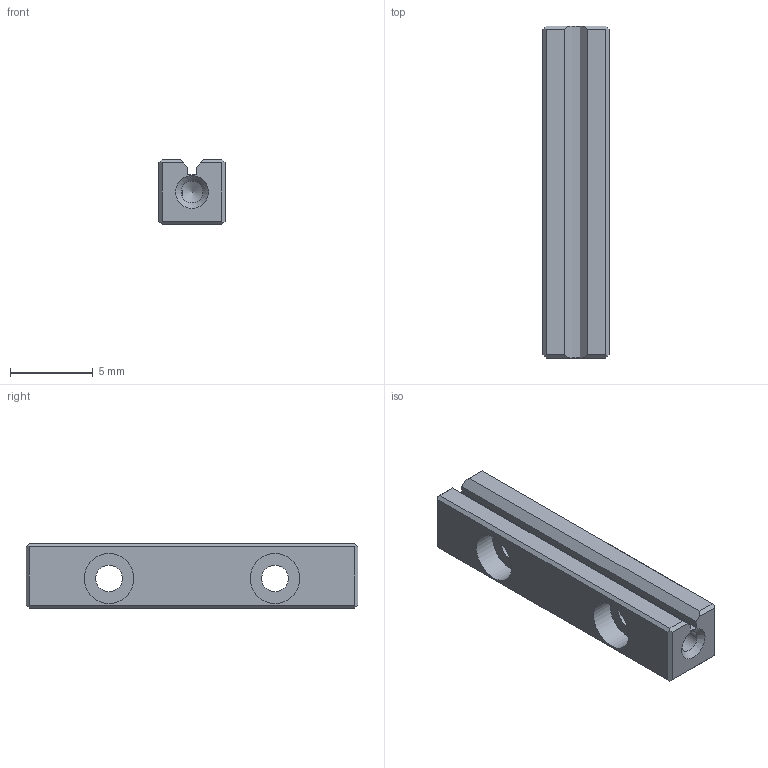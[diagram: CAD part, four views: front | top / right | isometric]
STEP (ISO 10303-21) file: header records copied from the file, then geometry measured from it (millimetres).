
FILE_DESCRIPTION(/* description */ (''),/* implementation_level */ '2;1');
FILE_NAME(/* name */ 'RSD_1520_A.stp',/* time_stamp */ '2011-03-22T13:37:54+01:00',/* author */ (''),/* organization */ (''),/* preprocessor_version */ 'ST-DEVELOPER v11',/* originating_system */ 'SIEMENS PLM Software NX 7.5',/* authorisation */ '');
FILE_SCHEMA (('AUTOMOTIVE_DESIGN { 1 0 10303 214 1 1 1 1 }'));
Length unit declared in the file: millimetre
Products named in the file (1): RSD-1520_A
Bounding box: 4 x 20 x 3.9 mm (x, y, z)
Volume: 255.5 mm3; surface area: 428.2 mm2
Topology: 1 solids, 1 shells, 40 faces, 104 edges, 68 vertices
Faces by surface type: plane 28, cylinder 6, cone 6
Full cylindrical faces by diameter (mm): 1.316 x2, 1.6 x2, 3 x2
Entity records: 1156 total; most frequent: CARTESIAN_POINT 195, DIRECTION 186, ORIENTED_EDGE 176, EDGE_CURVE 88, LINE 72, VECTOR 72, VERTEX_POINT 66, EDGE_LOOP 58
